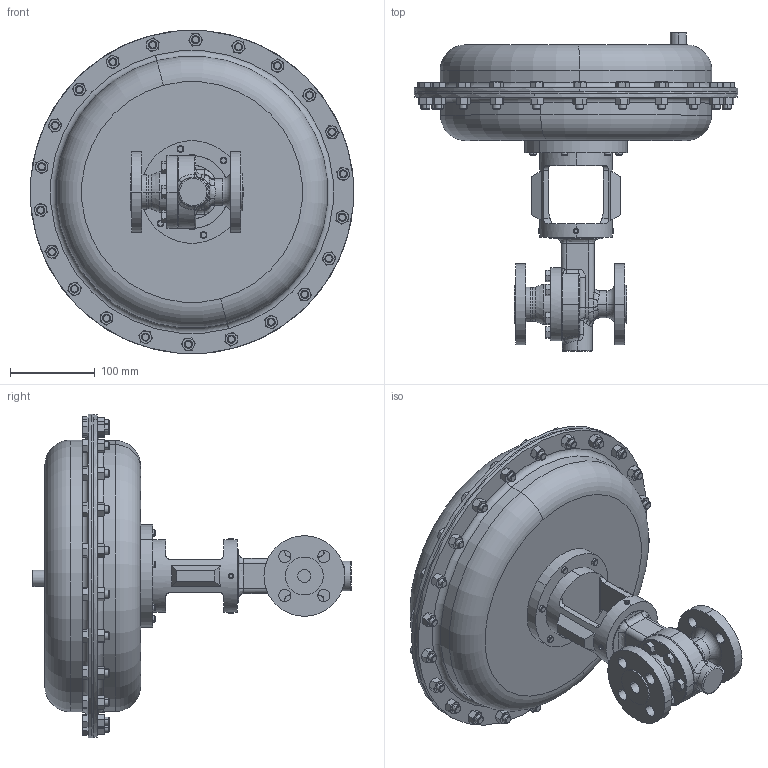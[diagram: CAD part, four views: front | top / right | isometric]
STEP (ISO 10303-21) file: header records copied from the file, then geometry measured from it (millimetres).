
FILE_DESCRIPTION (( 'STEP AP203' ), '1' );
FILE_NAME ('70-050-CS+S6-I7-85M.STEP', '2017-08-22T17:21:08', ( '' ), ( '' ), 'SwSTEP 2.0', 'SolidWorks 2014', '' );
FILE_SCHEMA (( 'CONFIG_CONTROL_DESIGN' ));
Length unit declared in the file: inch
Products named in the file (1): 70-050-CS+S6-I7-85M
Bounding box: 380.96 x 375.58 x 380.89 mm (x, y, z)
Volume: 10126441.4 mm3; surface area: 443570.2 mm2
Topology: 1 solids, 1 shells, 1178 faces, 2666 edges, 1584 vertices
Faces by surface type: cone 502, plane 450, cylinder 150, bspline 45, torus 29, sphere 2
Entity records: 38341 total; most frequent: CARTESIAN_POINT 13600, ORIENTED_EDGE 5328, DIRECTION 4774, EDGE_CURVE 2664, AXIS2_PLACEMENT_3D 1991, VERTEX_POINT 1584, EDGE_LOOP 1292, ADVANCED_FACE 1178
